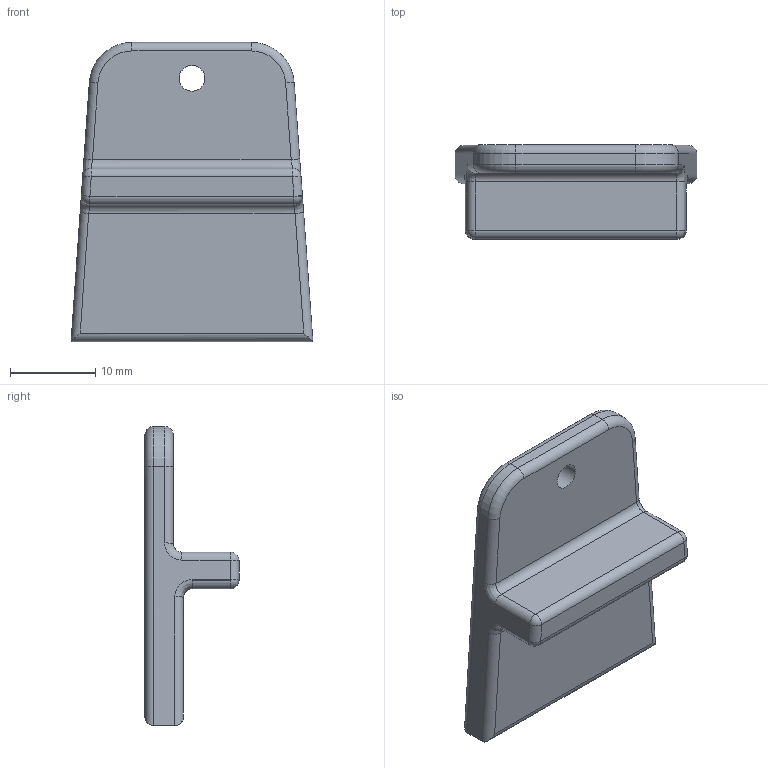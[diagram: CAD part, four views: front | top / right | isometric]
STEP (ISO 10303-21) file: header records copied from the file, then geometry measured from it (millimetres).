
FILE_DESCRIPTION(/* description */ (''),/* implementation_level */ '2;1');
FILE_NAME(/* name */ 'CS_Camera_HD3000_Base.ipt.stp',/* time_stamp */ '2016-01-07T16:43:21-08:00',/* author */ ('Philip'),/* organization */ (''),/* preprocessor_version */ 'ST-DEVELOPER v16.1',/* originating_system */ 'Autodesk Inventor 2016',/* authorisation */ '');
FILE_SCHEMA (('AUTOMOTIVE_DESIGN { 1 0 10303 214 3 1 1 }'));
Length unit declared in the file: millimetre
Products named in the file (1): CS_Camera_HD3000_Base
Bounding box: 28.3 x 11 x 35 mm (x, y, z)
Volume: 4243.9 mm3; surface area: 2541 mm2
Topology: 1 solids, 1 shells, 48 faces, 110 edges, 59 vertices
Faces by surface type: cylinder 25, plane 10, sphere 5, bspline 4, torus 4
Entity records: 1417 total; most frequent: CARTESIAN_POINT 365, DIRECTION 227, ORIENTED_EDGE 210, EDGE_CURVE 105, AXIS2_PLACEMENT_3D 89, VERTEX_POINT 59, EDGE_LOOP 50, LINE 49
